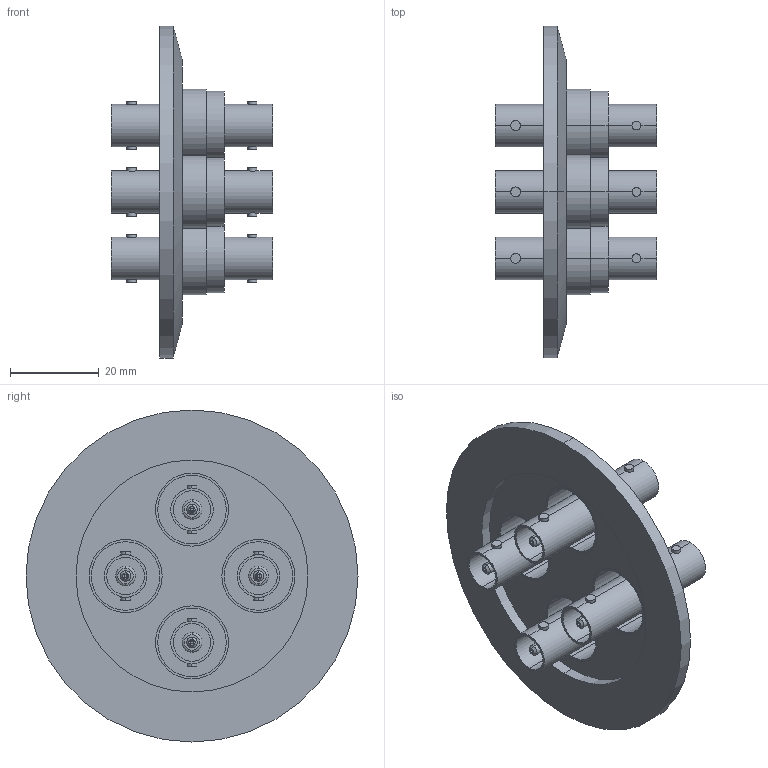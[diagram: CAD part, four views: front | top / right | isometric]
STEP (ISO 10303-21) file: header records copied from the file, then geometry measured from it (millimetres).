
FILE_DESCRIPTION (( 'STEP AP214' ), '1' );
FILE_NAME ('242-BNCDF50-K50-4.step', '2025-02-18T20:47:11', ( '' ), ( '' ), 'SwSTEP 2.0', 'SolidWorks 2022', '' );
FILE_SCHEMA (( 'AUTOMOTIVE_DESIGN' ));
Length unit declared in the file: millimetre
Products named in the file (5): 9242-BNCDF50-IFW-2; 242-BNCDF50-I; 9242-BNCDF50-IFW-1; 242-BNCDF50-K50-4; 9431-KF50-16.5-4_DN50 KF
Assembly tree (7 placements, depth 3):
  242-BNCDF50-K50-4
    9431-KF50-16.5-4_DN50 KF
    242-BNCDF50-I  x4
      9242-BNCDF50-IFW-1
      9242-BNCDF50-IFW-2
Bounding box: 36.5 x 75 x 75 mm (x, y, z)
Volume: 20837.7 mm3; surface area: 22884.1 mm2
Topology: 9 solids, 9 shells, 249 faces, 512 edges, 322 vertices
Faces by surface type: cylinder 148, plane 75, cone 18, torus 8
Entity records: 2448 total; most frequent: CARTESIAN_POINT 480, DIRECTION 416, ORIENTED_EDGE 316, AXIS2_PLACEMENT_3D 180, EDGE_CURVE 158, VERTEX_POINT 100, EDGE_LOOP 96, CIRCLE 94
